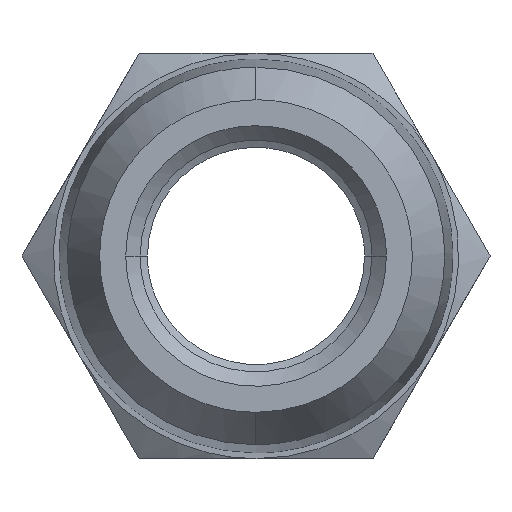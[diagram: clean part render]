
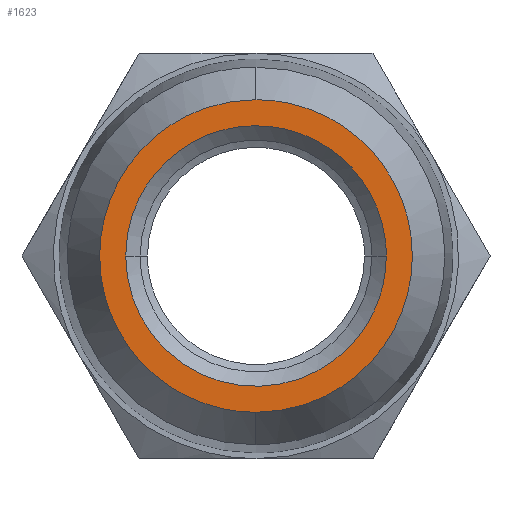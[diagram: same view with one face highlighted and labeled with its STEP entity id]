
A CAD part, front view. The second image highlights one B-rep face of the part: STEP entity #1623.
In plain terms, the highlighted free-form (B-spline) face has degree [1, 1] with [2, 2] control points.
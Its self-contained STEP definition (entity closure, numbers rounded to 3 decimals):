
#6 =( BOUNDED_CURVE ( )  B_SPLINE_CURVE ( 3, ( #423, #1743, #840, #1552 ),
 .UNSPECIFIED., .F., .T. ) 
 B_SPLINE_CURVE_WITH_KNOTS ( ( 4, 4 ),
 ( -3.142, 0. ),
 .UNSPECIFIED. ) 
 CURVE ( )  GEOMETRIC_REPRESENTATION_ITEM ( )  RATIONAL_B_SPLINE_CURVE ( ( 1., 0.333, 0.333, 1. ) ) 
 REPRESENTATION_ITEM ( '' )  );
#12 = ORIENTED_EDGE ( 'NONE', *, *, #2172, .F. ) ;
#58 = CARTESIAN_POINT ( 'NONE',  ( -2.722, 0., 4.718 ) ) ;
#79 = CARTESIAN_POINT ( 'NONE',  ( -3.317, 0., 4.32 ) ) ;
#94 = CARTESIAN_POINT ( 'NONE',  ( 5.465, 0., -5.465 ) ) ;
#221 = CARTESIAN_POINT ( 'NONE',  ( 0., 0., -5.4 ) ) ;
#239 = B_SPLINE_CURVE_WITH_KNOTS ( 'NONE', 3,
 ( #1192, #439, #1968, #469, #458, #1953, #844, #855, #2341, #1590, #838, #1785, #645, #1776, #253, #2316, #2332, #1180 ),
 .UNSPECIFIED., .F., .F.,
 ( 4, 2, 2, 2, 2, 2, 2, 2, 4 ),
 ( 0., 0.393, 0.785, 1.178, 1.571, 1.963, 2.356, 2.749, 3.142 ),
 .UNSPECIFIED. ) ;
#253 = CARTESIAN_POINT ( 'NONE',  ( 3.931, 0., 2.268 ) ) ;
#256 = ORIENTED_EDGE ( 'NONE', *, *, #2025, .T. ) ;
#269 = CARTESIAN_POINT ( 'NONE',  ( -5.4, 0., -0.709 ) ) ;
#297 = FACE_BOUND ( 'NONE', #980, .T. ) ;
#334 = VERTEX_POINT ( 'NONE', #221 ) ;
#343 = CARTESIAN_POINT ( 'NONE',  ( -4.5, 0., 0. ) ) ;
#390 = CARTESIAN_POINT ( 'NONE',  ( 3.317, 0., 4.32 ) ) ;
#423 = CARTESIAN_POINT ( 'NONE',  ( -4.5, 0., 0. ) ) ;
#439 = CARTESIAN_POINT ( 'NONE',  ( -4.5, 0., 0.591 ) ) ;
#458 = CARTESIAN_POINT ( 'NONE',  ( -3.6, 0., 2.764 ) ) ;
#469 = CARTESIAN_POINT ( 'NONE',  ( -3.931, 0., 2.268 ) ) ;
#548 = CARTESIAN_POINT ( 'NONE',  ( 0., 0., -5.4 ) ) ;
#588 = CARTESIAN_POINT ( 'NONE',  ( 0., 0., 5.4 ) ) ;
#640 = CARTESIAN_POINT ( 'NONE',  ( -4.718, 0., -2.722 ) ) ;
#645 = CARTESIAN_POINT ( 'NONE',  ( 2.764, 0., 3.6 ) ) ;
#646 = FACE_OUTER_BOUND ( 'NONE', #1654, .T. ) ;
#666 = ORIENTED_EDGE ( 'NONE', *, *, #2295, .T. ) ;
#698 = CARTESIAN_POINT ( 'NONE',  ( 4.5, 0., 0. ) ) ;
#740 = VERTEX_POINT ( 'NONE', #343 ) ;
#742 = CARTESIAN_POINT ( 'NONE',  ( 1.411, 0., -5.26 ) ) ;
#752 = CARTESIAN_POINT ( 'NONE',  ( 3.317, 0., -4.32 ) ) ;
#796 = CARTESIAN_POINT ( 'NONE',  ( 5.4, 0., -0.709 ) ) ;
#810 = CARTESIAN_POINT ( 'NONE',  ( 2.722, 0., 4.718 ) ) ;
#831 = CARTESIAN_POINT ( 'NONE',  ( -4.718, 0., 2.722 ) ) ;
#838 = CARTESIAN_POINT ( 'NONE',  ( 1.176, 0., 4.384 ) ) ;
#839 = CARTESIAN_POINT ( 'NONE',  ( -4.32, 0., 3.317 ) ) ;
#840 = CARTESIAN_POINT ( 'NONE',  ( 4.5, 0., -9. ) ) ;
#844 = CARTESIAN_POINT ( 'NONE',  ( -2.268, 0., 3.931 ) ) ;
#855 = CARTESIAN_POINT ( 'NONE',  ( -1.176, 0., 4.384 ) ) ;
#887 = B_SPLINE_CURVE_WITH_KNOTS ( 'NONE', 3,
 ( #548, #1873, #742, #938, #752, #1935, #2278, #2128, #796, #992, #1896, #1521, #983, #390, #810, #2285, #2297, #588 ),
 .UNSPECIFIED., .F., .F.,
 ( 4, 2, 2, 2, 2, 2, 2, 2, 4 ),
 ( 0., 0.393, 0.785, 1.178, 1.571, 1.963, 2.356, 2.749, 3.142 ),
 .UNSPECIFIED. ) ;
#938 = CARTESIAN_POINT ( 'NONE',  ( 2.722, 0., -4.718 ) ) ;
#980 = EDGE_LOOP ( 'NONE', ( #1188, #12 ) ) ;
#983 = CARTESIAN_POINT ( 'NONE',  ( 4.32, 0., 3.317 ) ) ;
#992 = CARTESIAN_POINT ( 'NONE',  ( 5.4, 0., 0.709 ) ) ;
#1011 = CARTESIAN_POINT ( 'NONE',  ( -0.709, 0., -5.4 ) ) ;
#1014 = B_SPLINE_CURVE_WITH_KNOTS ( 'NONE', 3,
 ( #1532, #2289, #1167, #58, #79, #839, #831, #2326, #2148, #269, #1769, #640, #2143, #1020, #1957, #1569, #1011, #2319 ),
 .UNSPECIFIED., .F., .F.,
 ( 4, 2, 2, 2, 2, 2, 2, 2, 4 ),
 ( 0., 0.393, 0.785, 1.178, 1.571, 1.963, 2.356, 2.749, 3.142 ),
 .UNSPECIFIED. ) ;
#1020 = CARTESIAN_POINT ( 'NONE',  ( -3.317, 0., -4.32 ) ) ;
#1043 = VERTEX_POINT ( 'NONE', #698 ) ;
#1167 = CARTESIAN_POINT ( 'NONE',  ( -1.411, 0., 5.26 ) ) ;
#1180 = CARTESIAN_POINT ( 'NONE',  ( 4.5, 0., 0. ) ) ;
#1188 = ORIENTED_EDGE ( 'NONE', *, *, #2329, .T. ) ;
#1192 = CARTESIAN_POINT ( 'NONE',  ( -4.5, 0., 0. ) ) ;
#1221 = B_SPLINE_SURFACE_WITH_KNOTS ( 'NONE', 1, 1, ( 
 ( #1591, #2156 ),
 ( #2177, #94 ) ),
 .UNSPECIFIED., .F., .F., .F.,
 ( 2, 2 ),
 ( 2, 2 ),
 ( 0., 1. ),
 ( 0., 1. ),
 .UNSPECIFIED. ) ;
#1521 = CARTESIAN_POINT ( 'NONE',  ( 4.718, 0., 2.722 ) ) ;
#1532 = CARTESIAN_POINT ( 'NONE',  ( 0., 0., 5.4 ) ) ;
#1552 = CARTESIAN_POINT ( 'NONE',  ( 4.5, 0., 0. ) ) ;
#1569 = CARTESIAN_POINT ( 'NONE',  ( -1.411, 0., -5.26 ) ) ;
#1590 = CARTESIAN_POINT ( 'NONE',  ( 0.591, 0., 4.5 ) ) ;
#1591 = CARTESIAN_POINT ( 'NONE',  ( -5.465, 0., 5.465 ) ) ;
#1592 = VERTEX_POINT ( 'NONE', #1790 ) ;
#1623 = ADVANCED_FACE ( 'NONE', ( #297, #646 ), #1221, .T. ) ;
#1654 = EDGE_LOOP ( 'NONE', ( #666, #256 ) ) ;
#1743 = CARTESIAN_POINT ( 'NONE',  ( -4.5, 0., -9. ) ) ;
#1769 = CARTESIAN_POINT ( 'NONE',  ( -5.26, 0., -1.411 ) ) ;
#1776 = CARTESIAN_POINT ( 'NONE',  ( 3.6, 0., 2.764 ) ) ;
#1785 = CARTESIAN_POINT ( 'NONE',  ( 2.268, 0., 3.931 ) ) ;
#1790 = CARTESIAN_POINT ( 'NONE',  ( 0., 0., 5.4 ) ) ;
#1873 = CARTESIAN_POINT ( 'NONE',  ( 0.709, 0., -5.4 ) ) ;
#1896 = CARTESIAN_POINT ( 'NONE',  ( 5.26, 0., 1.411 ) ) ;
#1935 = CARTESIAN_POINT ( 'NONE',  ( 4.32, 0., -3.317 ) ) ;
#1953 = CARTESIAN_POINT ( 'NONE',  ( -2.764, 0., 3.6 ) ) ;
#1957 = CARTESIAN_POINT ( 'NONE',  ( -2.722, 0., -4.718 ) ) ;
#1968 = CARTESIAN_POINT ( 'NONE',  ( -4.384, 0., 1.176 ) ) ;
#2025 = EDGE_CURVE ( 'NONE', #334, #1592, #887, .T. ) ;
#2128 = CARTESIAN_POINT ( 'NONE',  ( 5.26, 0., -1.411 ) ) ;
#2143 = CARTESIAN_POINT ( 'NONE',  ( -4.32, 0., -3.317 ) ) ;
#2148 = CARTESIAN_POINT ( 'NONE',  ( -5.4, 0., 0.709 ) ) ;
#2156 = CARTESIAN_POINT ( 'NONE',  ( 5.465, 0., 5.465 ) ) ;
#2172 = EDGE_CURVE ( 'NONE', #740, #1043, #6, .T. ) ;
#2177 = CARTESIAN_POINT ( 'NONE',  ( -5.465, 0., -5.465 ) ) ;
#2278 = CARTESIAN_POINT ( 'NONE',  ( 4.718, 0., -2.722 ) ) ;
#2285 = CARTESIAN_POINT ( 'NONE',  ( 1.411, 0., 5.26 ) ) ;
#2289 = CARTESIAN_POINT ( 'NONE',  ( -0.709, 0., 5.4 ) ) ;
#2295 = EDGE_CURVE ( 'NONE', #1592, #334, #1014, .T. ) ;
#2297 = CARTESIAN_POINT ( 'NONE',  ( 0.709, 0., 5.4 ) ) ;
#2316 = CARTESIAN_POINT ( 'NONE',  ( 4.384, 0., 1.176 ) ) ;
#2319 = CARTESIAN_POINT ( 'NONE',  ( 0., 0., -5.4 ) ) ;
#2326 = CARTESIAN_POINT ( 'NONE',  ( -5.26, 0., 1.411 ) ) ;
#2329 = EDGE_CURVE ( 'NONE', #740, #1043, #239, .T. ) ;
#2332 = CARTESIAN_POINT ( 'NONE',  ( 4.5, 0., 0.591 ) ) ;
#2341 = CARTESIAN_POINT ( 'NONE',  ( -0.591, 0., 4.5 ) ) ;
